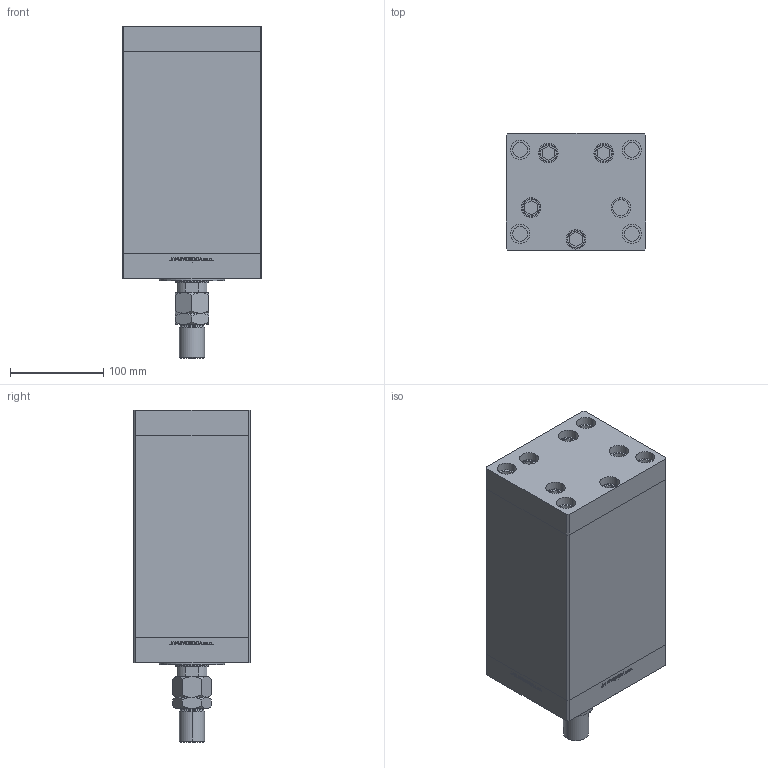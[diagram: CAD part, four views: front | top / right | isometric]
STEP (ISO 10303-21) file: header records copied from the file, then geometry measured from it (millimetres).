
FILE_DESCRIPTION (( 'STEP AP203' ), '1' );
FILE_NAME ('61f7.STEP', '2022-04-15T00:07:30', ( '' ), ( '' ), 'SwSTEP 2.0', 'SolidWorks 2019', '' );
FILE_SCHEMA (( 'CONFIG_CONTROL_DESIGN' ));
Length unit declared in the file: millimetre
Products named in the file (7): 61f7; V220C_VC_C af69deede22df99030768e7217bdb472; V220C_C MIDDLE af69deede22df99030768e7217bdb472; MTA af69deede22df99030768e7217bdb472; V220C BACK_C af69deede22df99030768e7217bdb472; V220C FRONT af69deede22df99030768e7217bdb472; ALLEN BOLT af69deede22df99030768e7217bdb472
Assembly tree (14 placements, depth 2):
  61f7
    ALLEN BOLT af69deede22df99030768e7217bdb472  x9
    V220C_C MIDDLE af69deede22df99030768e7217bdb472
    V220C FRONT af69deede22df99030768e7217bdb472
    V220C_VC_C af69deede22df99030768e7217bdb472
    V220C BACK_C af69deede22df99030768e7217bdb472
    MTA af69deede22df99030768e7217bdb472
Bounding box: 150 x 125 x 356 mm (x, y, z)
Volume: 4185616.8 mm3; surface area: 459325 mm2
Topology: 14 solids, 14 shells, 1212 faces, 2975 edges, 1941 vertices
Faces by surface type: plane 557, bspline 380, cylinder 163, cone 70, torus 42
Entity records: 50604 total; most frequent: CARTESIAN_POINT 27107, ORIENTED_EDGE 5210, DIRECTION 3445, EDGE_CURVE 2605, VERTEX_POINT 1717, LINE 1479, VECTOR 1479, EDGE_LOOP 1212
